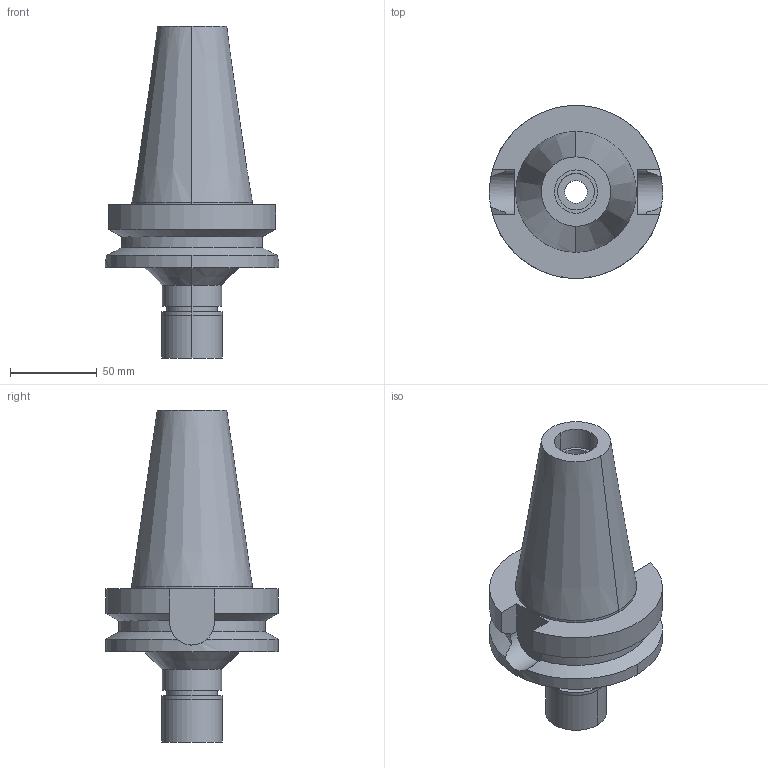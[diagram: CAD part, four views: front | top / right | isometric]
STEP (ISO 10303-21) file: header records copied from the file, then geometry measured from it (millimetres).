
FILE_DESCRIPTION (( 'STEP AP203' ), '1' );
FILE_NAME ('BBT50-MEGA13N-90.stp', '2019-07-02T17:28:06', ( '' ), ( '' ), 'SwSTEP 2.0', 'SolidWorks 2019', '' );
FILE_SCHEMA (( 'CONFIG_CONTROL_DESIGN' ));
Length unit declared in the file: millimetre
Products named in the file (7): BBT50-MEGA13N-90-130.stp; MGN13_1.stp; DXF_TEMP_ASSY_ASM_4_ASM.stp; BBT50MN13090-130_ASM.stp; BBT50-MEGA13N-90; BBT50-MEGA13N-90_3.stp; BBT50-MEGA13N-90-130-FreeParts
Assembly tree (5 placements, depth 5):
  BBT50-MEGA13N-90
    BBT50-MEGA13N-90-130.stp
      BBT50MN13090-130_ASM.stp
        DXF_TEMP_ASSY_ASM_4_ASM.stp
          BBT50-MEGA13N-90_3.stp
          MGN13_1.stp
  BBT50-MEGA13N-90-130-FreeParts
Bounding box: 100 x 100 x 191.8 mm (x, y, z)
Volume: 498923.7 mm3; surface area: 65738.2 mm2
Topology: 2 solids, 2 shells, 76 faces, 169 edges, 109 vertices
Faces by surface type: cylinder 40, plane 22, cone 14
Entity records: 3046 total; most frequent: CARTESIAN_POINT 582, DIRECTION 416, ORIENTED_EDGE 338, AXIS2_PLACEMENT_3D 175, EDGE_CURVE 169, VERTEX_POINT 109, EDGE_LOOP 92, CIRCLE 88
